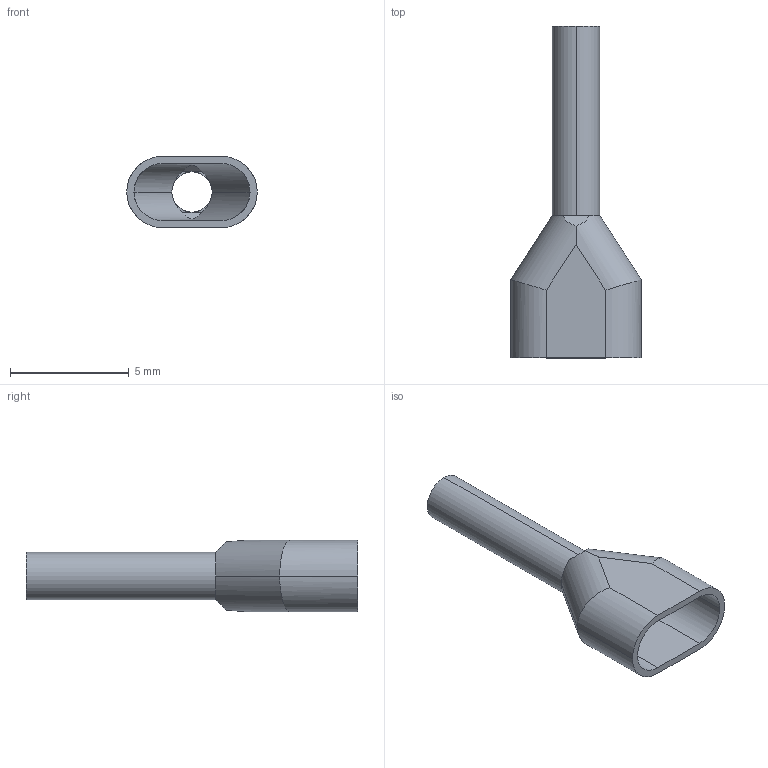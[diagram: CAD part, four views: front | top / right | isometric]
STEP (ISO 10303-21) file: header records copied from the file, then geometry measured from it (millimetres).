
FILE_DESCRIPTION (( 'STEP AP214' ), '1' );
FILE_NAME ('V30AE000607.step', '2017-09-28T13:12:17', ( '' ), ( '' ), 'SwSTEP 2.0', 'SolidWorks 2017', '' );
FILE_SCHEMA (( 'AUTOMOTIVE_DESIGN' ));
Length unit declared in the file: millimetre
Products named in the file (1): V30AE000607
Bounding box: 5.5 x 14 x 3 mm (x, y, z)
Volume: 28.7 mm3; surface area: 245.6 mm2
Topology: 2 solids, 2 shells, 36 faces, 92 edges, 60 vertices
Faces by surface type: cylinder 22, plane 14
Entity records: 1482 total; most frequent: CARTESIAN_POINT 285, ORIENTED_EDGE 184, DIRECTION 156, EDGE_CURVE 92, VERTEX_POINT 60, AXIS2_PLACEMENT_3D 59, EDGE_LOOP 40, LINE 38
